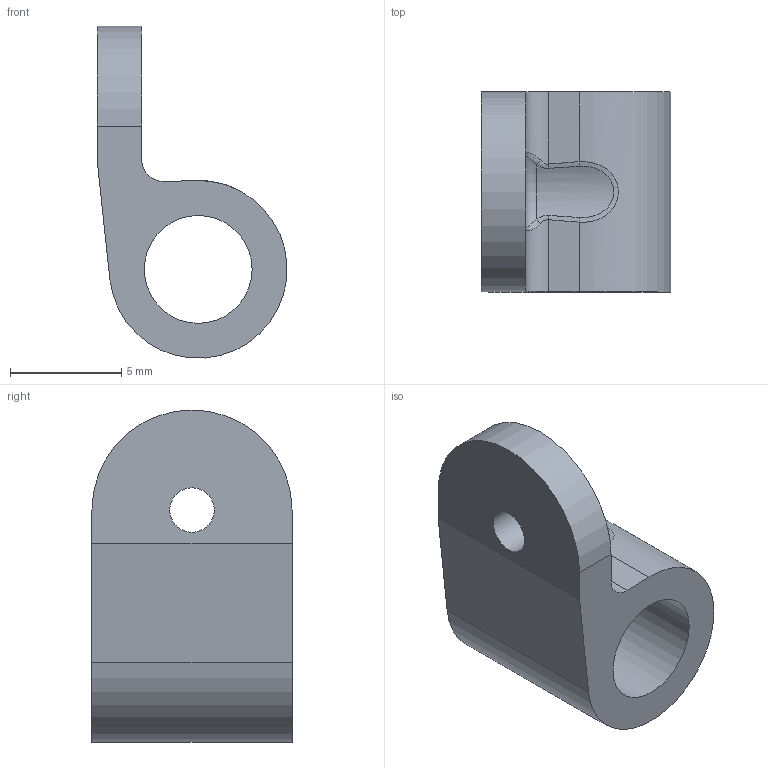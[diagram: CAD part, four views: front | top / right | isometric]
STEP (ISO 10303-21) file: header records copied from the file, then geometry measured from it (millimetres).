
FILE_DESCRIPTION(/* description */ (''),/* implementation_level */ '2;1');
FILE_NAME(/* name */ 'S2_v0.1_cam_mount.step',/* time_stamp */ '2018-10-20T13:19:57+02:00',/* author */ (''),/* organization */ (''),/* preprocessor_version */ 'ST-DEVELOPER v17.2',/* originating_system */ 'Autodesk Translation Framework v7.6.0.251',/* authorisation */ '');
FILE_SCHEMA (('AUTOMOTIVE_DESIGN { 1 0 10303 214 3 1 1 }'));
Length unit declared in the file: millimetre
Products named in the file (1): cam_mount (1)
Bounding box: 8.54 x 9 x 14.94 mm (x, y, z)
Volume: 425.7 mm3; surface area: 588.4 mm2
Topology: 1 solids, 1 shells, 22 faces, 54 edges, 32 vertices
Faces by surface type: cylinder 7, bspline 7, plane 7, torus 1
Full cylindrical faces by diameter (mm): 2 x1, 4.85 x1
Entity records: 860 total; most frequent: CARTESIAN_POINT 332, ORIENTED_EDGE 104, DIRECTION 92, EDGE_CURVE 52, AXIS2_PLACEMENT_3D 36, VERTEX_POINT 32, EDGE_LOOP 26, FACE_OUTER_BOUND 22
